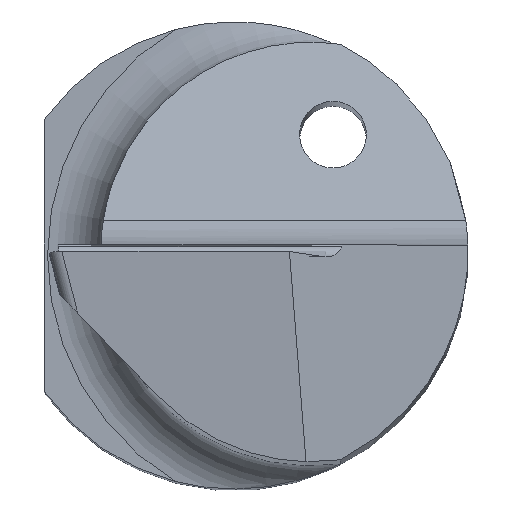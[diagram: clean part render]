
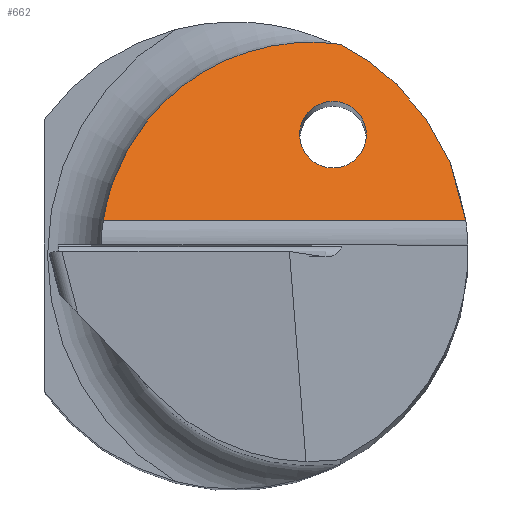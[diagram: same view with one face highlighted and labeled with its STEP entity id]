
A CAD part, top view. The second image highlights one B-rep face of the part: STEP entity #662.
In plain terms, the highlighted planar face has unit normal (0, 0.766, 0.643).
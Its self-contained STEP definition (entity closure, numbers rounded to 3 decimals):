
#28 = ORIENTED_EDGE ( 'NONE', *, *, #71, .T. ) ;
#41 = EDGE_CURVE ( 'NONE', #559, #332, #724, .T. ) ;
#54 = CARTESIAN_POINT ( 'NONE',  ( -1.964, 0.474, 44.196 ) ) ;
#71 = EDGE_CURVE ( 'NONE', #332, #585, #355, .T. ) ;
#96 = EDGE_CURVE ( 'NONE', #559, #585, #622, .T. ) ;
#97 = CARTESIAN_POINT ( 'NONE',  ( 2.631, 2.589, 41.676 ) ) ;
#100 = CARTESIAN_POINT ( 'NONE',  ( 1.478, 1.262, 43.257 ) ) ;
#103 =( BOUNDED_CURVE ( )  B_SPLINE_CURVE ( 3, ( #224, #539, #542, #100, #475, #151, #778 ),
 .UNSPECIFIED., .T., .F. ) 
 B_SPLINE_CURVE_WITH_KNOTS ( ( 4, 3, 4 ),
 ( 0., 3.142, 6.283 ),
 .UNSPECIFIED. ) 
 CURVE ( )  GEOMETRIC_REPRESENTATION_ITEM ( )  RATIONAL_B_SPLINE_CURVE ( ( 1., 0.333, 0.333, 1., 0.333, 0.333, 1. ) ) 
 REPRESENTATION_ITEM ( '' )  );
#106 = CARTESIAN_POINT ( 'NONE',  ( 1.478, 2.262, 42.065 ) ) ;
#124 = CARTESIAN_POINT ( 'NONE',  ( -1.964, 0.474, 44.196 ) ) ;
#133 = DIRECTION ( 'NONE',  ( 0., -0.766, -0.643 ) ) ;
#151 = CARTESIAN_POINT ( 'NONE',  ( 0.478, 2.262, 42.065 ) ) ;
#198 = FACE_BOUND ( 'NONE', #728, .T. ) ;
#212 = AXIS2_PLACEMENT_3D ( 'NONE', #258, #133, #392 ) ;
#224 = CARTESIAN_POINT ( 'NONE',  ( 1.478, 2.262, 42.065 ) ) ;
#258 = CARTESIAN_POINT ( 'NONE',  ( 3.5, 0.474, 44.196 ) ) ;
#289 = ORIENTED_EDGE ( 'NONE', *, *, #96, .F. ) ;
#332 = VERTEX_POINT ( 'NONE', #340 ) ;
#340 = CARTESIAN_POINT ( 'NONE',  ( 1.587, 3.12, 41.043 ) ) ;
#355 =( BOUNDED_CURVE ( )  B_SPLINE_CURVE ( 3, ( #638, #497, #635, #54 ),
 .UNSPECIFIED., .F., .F. ) 
 B_SPLINE_CURVE_WITH_KNOTS ( ( 4, 4 ),
 ( 6.144, 7.703 ),
 .UNSPECIFIED. ) 
 CURVE ( )  GEOMETRIC_REPRESENTATION_ITEM ( )  RATIONAL_B_SPLINE_CURVE ( ( 1., 0.808, 0.808, 1. ) ) 
 REPRESENTATION_ITEM ( '' )  );
#359 = EDGE_CURVE ( 'NONE', #693, #693, #103, .T. ) ;
#380 = CARTESIAN_POINT ( 'NONE',  ( 3.309, 1.634, 42.813 ) ) ;
#392 = DIRECTION ( 'NONE',  ( 0., 0.643, -0.766 ) ) ;
#396 = CARTESIAN_POINT ( 'NONE',  ( 3.468, 0.474, 44.196 ) ) ;
#397 = ORIENTED_EDGE ( 'NONE', *, *, #41, .T. ) ;
#445 = PLANE ( 'NONE',  #212 ) ;
#455 = FACE_OUTER_BOUND ( 'NONE', #619, .T. ) ;
#475 = CARTESIAN_POINT ( 'NONE',  ( 0.478, 1.262, 43.257 ) ) ;
#495 = DIRECTION ( 'NONE',  ( -1., 0., 0. ) ) ;
#497 = CARTESIAN_POINT ( 'NONE',  ( -0.223, 3.373, 40.741 ) ) ;
#506 = VECTOR ( 'NONE', #495, 1000. ) ;
#539 = CARTESIAN_POINT ( 'NONE',  ( 2.478, 2.262, 42.065 ) ) ;
#542 = CARTESIAN_POINT ( 'NONE',  ( 2.478, 1.262, 43.257 ) ) ;
#559 = VERTEX_POINT ( 'NONE', #396 ) ;
#585 = VERTEX_POINT ( 'NONE', #124 ) ;
#619 = EDGE_LOOP ( 'NONE', ( #289, #397, #28 ) ) ;
#622 = LINE ( 'NONE', #817, #506 ) ;
#626 = CARTESIAN_POINT ( 'NONE',  ( 3.468, 0.474, 44.196 ) ) ;
#635 = CARTESIAN_POINT ( 'NONE',  ( -1.689, 2.281, 42.042 ) ) ;
#638 = CARTESIAN_POINT ( 'NONE',  ( 1.587, 3.12, 41.043 ) ) ;
#662 = ADVANCED_FACE ( 'NONE', ( #198, #455 ), #445, .F. ) ;
#693 = VERTEX_POINT ( 'NONE', #106 ) ;
#724 =( BOUNDED_CURVE ( )  B_SPLINE_CURVE ( 3, ( #626, #380, #97, #808 ),
 .UNSPECIFIED., .F., .F. ) 
 B_SPLINE_CURVE_WITH_KNOTS ( ( 4, 4 ),
 ( 4.848, 5.813 ),
 .UNSPECIFIED. ) 
 CURVE ( )  GEOMETRIC_REPRESENTATION_ITEM ( )  RATIONAL_B_SPLINE_CURVE ( ( 1., 0.924, 0.924, 1. ) ) 
 REPRESENTATION_ITEM ( '' )  );
#728 = EDGE_LOOP ( 'NONE', ( #771 ) ) ;
#771 = ORIENTED_EDGE ( 'NONE', *, *, #359, .T. ) ;
#778 = CARTESIAN_POINT ( 'NONE',  ( 1.478, 2.262, 42.065 ) ) ;
#808 = CARTESIAN_POINT ( 'NONE',  ( 1.587, 3.12, 41.043 ) ) ;
#817 = CARTESIAN_POINT ( 'NONE',  ( 3.5, 0.474, 44.196 ) ) ;
